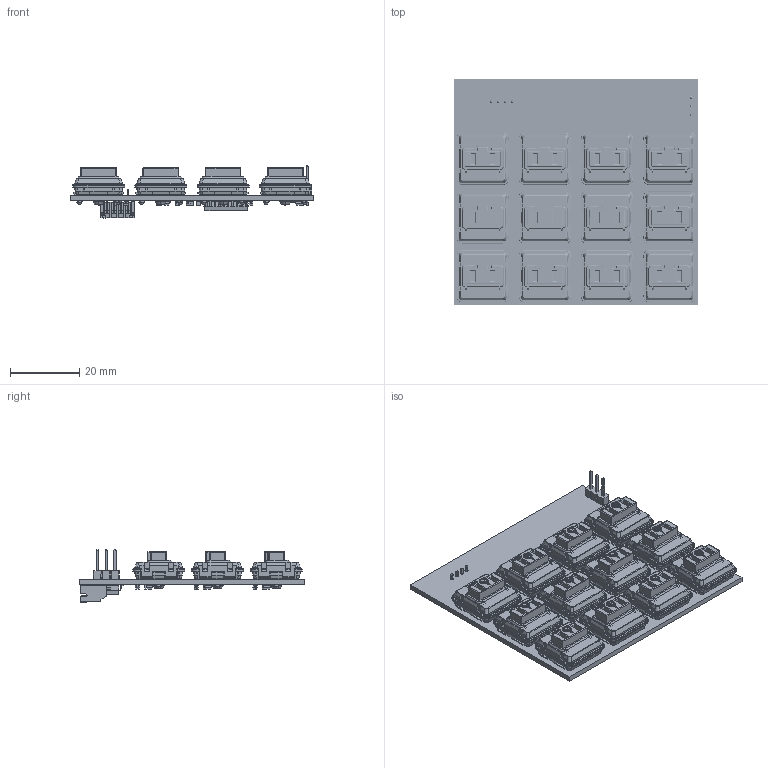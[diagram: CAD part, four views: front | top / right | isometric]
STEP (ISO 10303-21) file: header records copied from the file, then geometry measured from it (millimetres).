
FILE_DESCRIPTION(('KiCad electronic assembly'),'2;1');
FILE_NAME('T9_keyboard.step','2025-08-18T22:33:16',('Pcbnew'),('Kicad'), 'Open CASCADE STEP processor 7.9','KiCad to STEP converter','Unknown' );
FILE_SCHEMA(('AUTOMOTIVE_DESIGN { 1 0 10303 214 1 1 1 1 }'));
Length unit declared in the file: millimetre
Products named in the file (10): T9_keyboard 1; Choc_V1; PinHeader_1x03_P2.54mm_Vertical; C_0805_2012Metric; D_SOD-323; R_0805_2012Metric; SOT-23; JST_PH_S4B-PH-K_1x04_P2.00mm_Horizontal; SOIC-20W_7.5x12.8mm_P1.27mm; T9_keyboard_PCB
Assembly tree (35 placements, depth 2):
  T9_keyboard 1
    Choc_V1  x12
    PinHeader_1x03_P2.54mm_Vertical
    C_0805_2012Metric  x4
    D_SOD-323  x12
    R_0805_2012Metric  x2
    SOT-23
    JST_PH_S4B-PH-K_1x04_P2.00mm_Horizontal
    SOIC-20W_7.5x12.8mm_P1.27mm
    T9_keyboard_PCB
Bounding box: 70.5 x 65.3 x 15.07 mm (x, y, z)
Volume: 18193.7 mm3; surface area: 29439.5 mm2
Topology: 83 solids, 83 shells, 7543 faces, 20123 edges, 12826 vertices
Faces by surface type: plane 4014, bspline 3188, cylinder 341
Full cylindrical faces by diameter (mm): 0.75 x4, 1 x3, 1.2 x24, 1.6 x12, 1.9 x24, 5.05 x12
Entity records: 52137 total; most frequent: CARTESIAN_POINT 12142, ORIENTED_EDGE 7156, DIRECTION 4759, EDGE_CURVE 3578, VERTEX_POINT 2287, LINE 1759, VECTOR 1759, FACE_BOUND 1543
